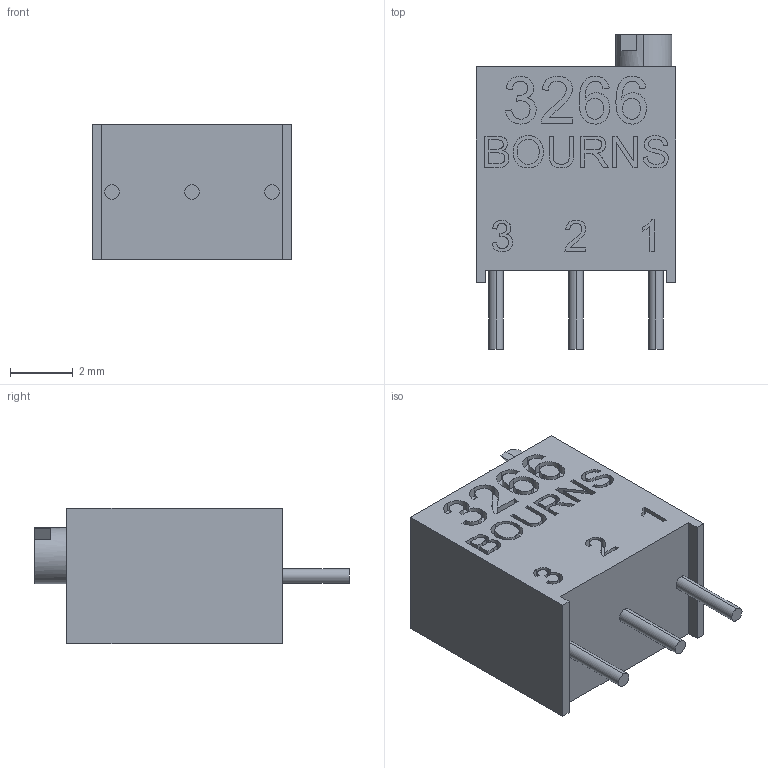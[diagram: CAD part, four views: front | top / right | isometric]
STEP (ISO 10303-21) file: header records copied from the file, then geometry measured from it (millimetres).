
FILE_DESCRIPTION (( 'STEP AP214' ), '1' );
FILE_NAME ('User Library-3266Y_jam.STEP', '2018-02-17T18:35:10', ( '' ), ( '' ), 'SwSTEP 2.0', 'SolidWorks 2018', '' );
FILE_SCHEMA (( 'AUTOMOTIVE_DESIGN' ));
Length unit declared in the file: millimetre
Products named in the file (1): User Library-3266Y_jam
Bounding box: 6.35 x 9.99 x 4.32 mm (x, y, z)
Volume: 180.1 mm3; surface area: 246.5 mm2
Topology: 5 solids, 5 shells, 219 faces, 570 edges, 380 vertices
Faces by surface type: plane 106, bspline 105, cylinder 8
Entity records: 15705 total; most frequent: CARTESIAN_POINT 8547, ORIENTED_EDGE 1140, DIRECTION 610, EDGE_CURVE 570, VERTEX_POINT 380, VECTOR 340, LINE 340, EDGE_LOOP 238
